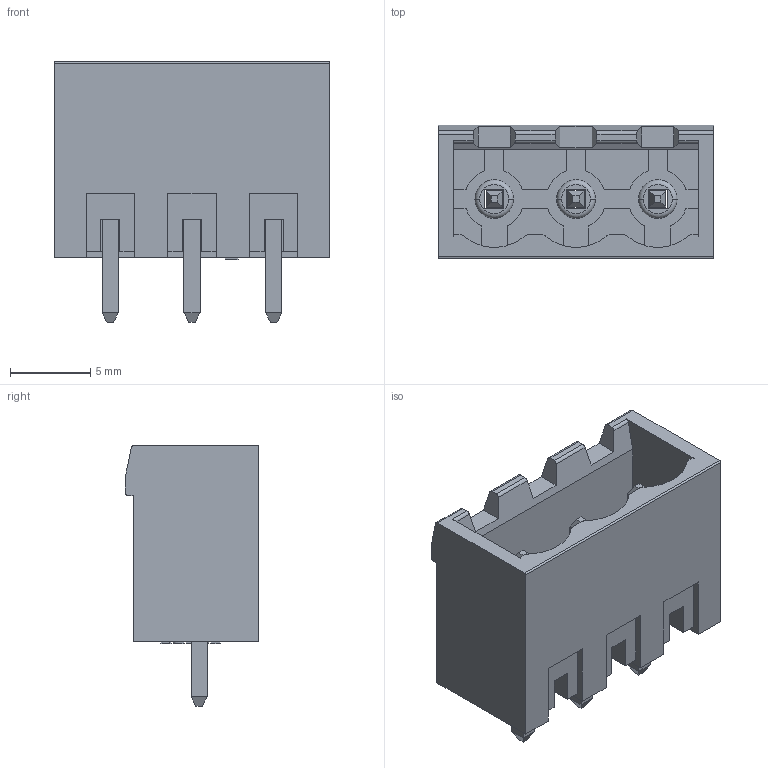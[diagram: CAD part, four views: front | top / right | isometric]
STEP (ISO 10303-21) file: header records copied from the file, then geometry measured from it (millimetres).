
FILE_DESCRIPTION((''),'2;1');
FILE_NAME('CONN-TH_3P-','2022-05-25T15:24:31',('win10'),(''),'CREO PARAMETRIC BY PTC INC, 2020033','CREO PARAMETRIC BY PTC INC, 2020033','');
FILE_SCHEMA(('AUTOMOTIVE_DESIGN { 1 0 10303 214 1 1 1 1 }'));
Length unit declared in the file: millimetre
Products named in the file (1): CONN-TH_3P-
Bounding box: 17.14 x 8.3 x 16.2 mm (x, y, z)
Volume: 795.5 mm3; surface area: 1756.4 mm2
Topology: 4 solids, 4 shells, 304 faces, 822 edges, 536 vertices
Faces by surface type: plane 246, cylinder 46, torus 12
Entity records: 11611 total; most frequent: CARTESIAN_POINT 1696, ORIENTED_EDGE 1644, DIRECTION 1528, EDGE_CURVE 822, VECTOR 700, LINE 700, VERTEX_POINT 536, AXIS2_PLACEMENT_3D 414
